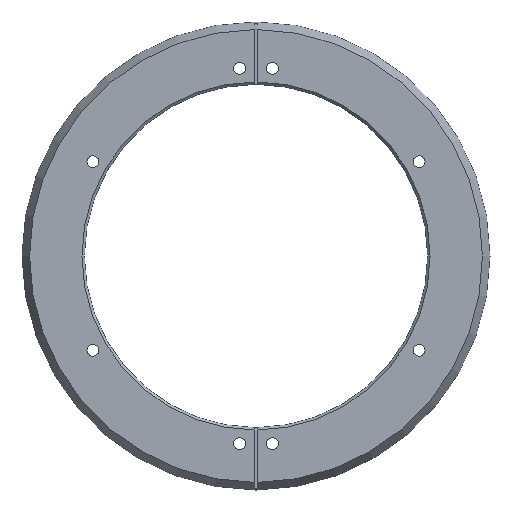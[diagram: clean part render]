
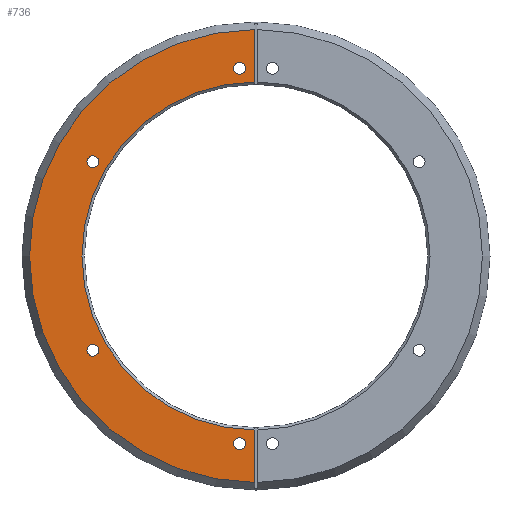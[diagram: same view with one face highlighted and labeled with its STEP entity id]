
A CAD part, left-side view. The second image highlights one B-rep face of the part: STEP entity #736.
In plain terms, the highlighted planar face has unit normal (-1, 0, 0).
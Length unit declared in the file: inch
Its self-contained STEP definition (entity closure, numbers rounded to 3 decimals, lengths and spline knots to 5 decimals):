
#33 = CARTESIAN_POINT ( 'NONE',  ( 0., 0.03125, -7.23216 ) ) ;
#48 = ORIENTED_EDGE ( 'NONE', *, *, #1157, .T. ) ;
#62 = CARTESIAN_POINT ( 'NONE',  ( 0., 0.03125, 4.56239 ) ) ;
#88 = AXIS2_PLACEMENT_3D ( 'NONE', #1374, #1379, #686 ) ;
#95 = DIRECTION ( 'NONE',  ( -1., 0., 0. ) ) ;
#98 = ORIENTED_EDGE ( 'NONE', *, *, #1308, .T. ) ;
#109 = CIRCLE ( 'NONE', #741, 0.156 ) ;
#110 = DIRECTION ( 'NONE',  ( -1., 0., 0. ) ) ;
#127 = AXIS2_PLACEMENT_3D ( 'NONE', #338, #781, #1239 ) ;
#130 = VERTEX_POINT ( 'NONE', #1343 ) ;
#145 = CIRCLE ( 'NONE', #219, 0.156 ) ;
#169 = VECTOR ( 'NONE', #1041, 39.37008 ) ;
#174 = CARTESIAN_POINT ( 'NONE',  ( 0., 0.43033, -4.76271 ) ) ;
#200 = EDGE_LOOP ( 'NONE', ( #1269, #937 ) ) ;
#219 = AXIS2_PLACEMENT_3D ( 'NONE', #390, #1302, #1210 ) ;
#243 = DIRECTION ( 'NONE',  ( 0., 0., 1. ) ) ;
#246 = ORIENTED_EDGE ( 'NONE', *, *, #776, .F. ) ;
#269 = EDGE_CURVE ( 'NONE', #1246, #1033, #1304, .T. ) ;
#273 = ORIENTED_EDGE ( 'NONE', *, *, #1094, .T. ) ;
#278 = CARTESIAN_POINT ( 'NONE',  ( 0., 0., 0. ) ) ;
#280 = CARTESIAN_POINT ( 'NONE',  ( 0., 0.43033, -4.91871 ) ) ;
#292 = DIRECTION ( 'NONE',  ( 0., 0., 1. ) ) ;
#306 = EDGE_CURVE ( 'NONE', #803, #1044, #657, .T. ) ;
#307 = CARTESIAN_POINT ( 'NONE',  ( 0., 0.43033, -5.07471 ) ) ;
#320 = CIRCLE ( 'NONE', #1150, 0.156 ) ;
#326 = CARTESIAN_POINT ( 'NONE',  ( 0., 4.276, -2.46875 ) ) ;
#338 = CARTESIAN_POINT ( 'NONE',  ( 0., 0., 0. ) ) ;
#380 = FACE_OUTER_BOUND ( 'NONE', #1312, .T. ) ;
#384 = CARTESIAN_POINT ( 'NONE',  ( 0., 4.276, -2.46875 ) ) ;
#386 = DIRECTION ( 'NONE',  ( -1., 0., 0. ) ) ;
#390 = CARTESIAN_POINT ( 'NONE',  ( 0., 0.43033, -4.91871 ) ) ;
#409 = EDGE_LOOP ( 'NONE', ( #1003, #770 ) ) ;
#416 = VERTEX_POINT ( 'NONE', #1213 ) ;
#437 = AXIS2_PLACEMENT_3D ( 'NONE', #280, #956, #1082 ) ;
#465 = EDGE_LOOP ( 'NONE', ( #1322, #845 ) ) ;
#486 = LINE ( 'NONE', #33, #169 ) ;
#489 = AXIS2_PLACEMENT_3D ( 'NONE', #579, #386, #243 ) ;
#506 = AXIS2_PLACEMENT_3D ( 'NONE', #1172, #594, #606 ) ;
#510 = VERTEX_POINT ( 'NONE', #307 ) ;
#522 = CIRCLE ( 'NONE', #855, 0.156 ) ;
#561 = CARTESIAN_POINT ( 'NONE',  ( 0., 4.276, 2.31275 ) ) ;
#579 = CARTESIAN_POINT ( 'NONE',  ( 0., 4.5, 0. ) ) ;
#587 = FACE_BOUND ( 'NONE', #200, .T. ) ;
#594 = DIRECTION ( 'NONE',  ( -1., 0., 0. ) ) ;
#606 = DIRECTION ( 'NONE',  ( 0., 0., 1. ) ) ;
#609 = DIRECTION ( 'NONE',  ( 0., 0., 1. ) ) ;
#622 = EDGE_CURVE ( 'NONE', #927, #878, #109, .T. ) ;
#657 = CIRCLE ( 'NONE', #1233, 0.156 ) ;
#670 = CIRCLE ( 'NONE', #127, 5.9358 ) ;
#686 = DIRECTION ( 'NONE',  ( 0., 0., 1. ) ) ;
#736 = ADVANCED_FACE ( 'NONE', ( #1264, #587, #1045, #918, #380 ), #924, .T. ) ;
#741 = AXIS2_PLACEMENT_3D ( 'NONE', #326, #110, #1226 ) ;
#761 = CARTESIAN_POINT ( 'NONE',  ( 0., 4.276, 2.46875 ) ) ;
#770 = ORIENTED_EDGE ( 'NONE', *, *, #822, .F. ) ;
#776 = EDGE_CURVE ( 'NONE', #1044, #803, #1439, .T. ) ;
#781 = DIRECTION ( 'NONE',  ( -1., 0., 0. ) ) ;
#803 = VERTEX_POINT ( 'NONE', #1298 ) ;
#822 = EDGE_CURVE ( 'NONE', #510, #909, #1348, .T. ) ;
#845 = ORIENTED_EDGE ( 'NONE', *, *, #622, .F. ) ;
#852 = LINE ( 'NONE', #1314, #880 ) ;
#855 = AXIS2_PLACEMENT_3D ( 'NONE', #384, #1261, #1376 ) ;
#878 = VERTEX_POINT ( 'NONE', #1212 ) ;
#880 = VECTOR ( 'NONE', #292, 39.37008 ) ;
#909 = VERTEX_POINT ( 'NONE', #174 ) ;
#918 = FACE_BOUND ( 'NONE', #465, .T. ) ;
#924 = PLANE ( 'NONE',  #489 ) ;
#927 = VERTEX_POINT ( 'NONE', #977 ) ;
#937 = ORIENTED_EDGE ( 'NONE', *, *, #1471, .F. ) ;
#956 = DIRECTION ( 'NONE',  ( -1., 0., 0. ) ) ;
#977 = CARTESIAN_POINT ( 'NONE',  ( 0., 4.276, -2.62475 ) ) ;
#1003 = ORIENTED_EDGE ( 'NONE', *, *, #1271, .F. ) ;
#1033 = VERTEX_POINT ( 'NONE', #561 ) ;
#1038 = DIRECTION ( 'NONE',  ( -1., 0., 0. ) ) ;
#1041 = DIRECTION ( 'NONE',  ( 0., 0., 1. ) ) ;
#1044 = VERTEX_POINT ( 'NONE', #1253 ) ;
#1045 = FACE_BOUND ( 'NONE', #1229, .T. ) ;
#1082 = DIRECTION ( 'NONE',  ( 0., 0., 1. ) ) ;
#1094 = EDGE_CURVE ( 'NONE', #130, #1125, #670, .T. ) ;
#1125 = VERTEX_POINT ( 'NONE', #1282 ) ;
#1150 = AXIS2_PLACEMENT_3D ( 'NONE', #761, #95, #1359 ) ;
#1157 = EDGE_CURVE ( 'NONE', #1125, #416, #486, .T. ) ;
#1170 = CARTESIAN_POINT ( 'NONE',  ( 0., 4.276, 2.62475 ) ) ;
#1172 = CARTESIAN_POINT ( 'NONE',  ( 0., 0.43033, 4.91871 ) ) ;
#1207 = EDGE_CURVE ( 'NONE', #878, #927, #522, .T. ) ;
#1210 = DIRECTION ( 'NONE',  ( 0., 0., 1. ) ) ;
#1212 = CARTESIAN_POINT ( 'NONE',  ( 0., 4.276, -2.31275 ) ) ;
#1213 = CARTESIAN_POINT ( 'NONE',  ( 0., 0.03125, -4.56239 ) ) ;
#1226 = DIRECTION ( 'NONE',  ( 0., 0., 1. ) ) ;
#1229 = EDGE_LOOP ( 'NONE', ( #1260, #246 ) ) ;
#1233 = AXIS2_PLACEMENT_3D ( 'NONE', #1279, #1038, #1258 ) ;
#1239 = DIRECTION ( 'NONE',  ( 0., 0., 1. ) ) ;
#1246 = VERTEX_POINT ( 'NONE', #1170 ) ;
#1253 = CARTESIAN_POINT ( 'NONE',  ( 0., 0.43033, 4.76271 ) ) ;
#1258 = DIRECTION ( 'NONE',  ( 0., 0., 1. ) ) ;
#1260 = ORIENTED_EDGE ( 'NONE', *, *, #306, .F. ) ;
#1261 = DIRECTION ( 'NONE',  ( -1., 0., 0. ) ) ;
#1263 = VERTEX_POINT ( 'NONE', #62 ) ;
#1264 = FACE_BOUND ( 'NONE', #409, .T. ) ;
#1269 = ORIENTED_EDGE ( 'NONE', *, *, #269, .F. ) ;
#1271 = EDGE_CURVE ( 'NONE', #909, #510, #145, .T. ) ;
#1279 = CARTESIAN_POINT ( 'NONE',  ( 0., 0.43033, 4.91871 ) ) ;
#1282 = CARTESIAN_POINT ( 'NONE',  ( 0., 0.03125, -5.93572 ) ) ;
#1287 = CIRCLE ( 'NONE', #1365, 4.5625 ) ;
#1298 = CARTESIAN_POINT ( 'NONE',  ( 0., 0.43033, 5.07471 ) ) ;
#1302 = DIRECTION ( 'NONE',  ( -1., 0., 0. ) ) ;
#1304 = CIRCLE ( 'NONE', #88, 0.156 ) ;
#1308 = EDGE_CURVE ( 'NONE', #416, #1263, #1287, .T. ) ;
#1312 = EDGE_LOOP ( 'NONE', ( #273, #48, #98, #1377 ) ) ;
#1314 = CARTESIAN_POINT ( 'NONE',  ( 0., 0.03125, -7.23216 ) ) ;
#1322 = ORIENTED_EDGE ( 'NONE', *, *, #1207, .F. ) ;
#1343 = CARTESIAN_POINT ( 'NONE',  ( 0., 0.03125, 5.93572 ) ) ;
#1348 = CIRCLE ( 'NONE', #437, 0.156 ) ;
#1359 = DIRECTION ( 'NONE',  ( 0., 0., 1. ) ) ;
#1365 = AXIS2_PLACEMENT_3D ( 'NONE', #278, #1411, #609 ) ;
#1374 = CARTESIAN_POINT ( 'NONE',  ( 0., 4.276, 2.46875 ) ) ;
#1376 = DIRECTION ( 'NONE',  ( 0., 0., 1. ) ) ;
#1377 = ORIENTED_EDGE ( 'NONE', *, *, #1380, .T. ) ;
#1379 = DIRECTION ( 'NONE',  ( -1., 0., 0. ) ) ;
#1380 = EDGE_CURVE ( 'NONE', #1263, #130, #852, .T. ) ;
#1411 = DIRECTION ( 'NONE',  ( 1., 0., 0. ) ) ;
#1439 = CIRCLE ( 'NONE', #506, 0.156 ) ;
#1471 = EDGE_CURVE ( 'NONE', #1033, #1246, #320, .T. ) ;
